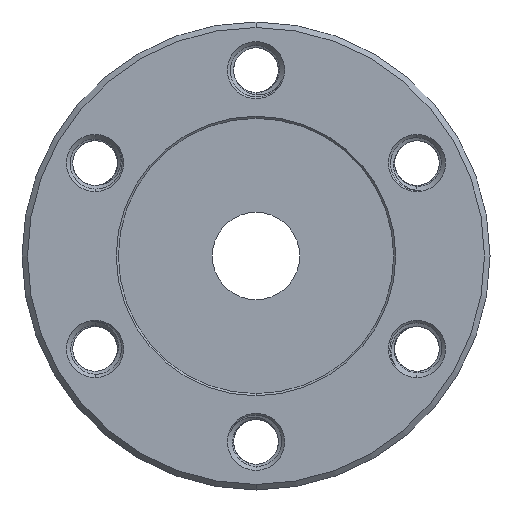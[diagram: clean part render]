
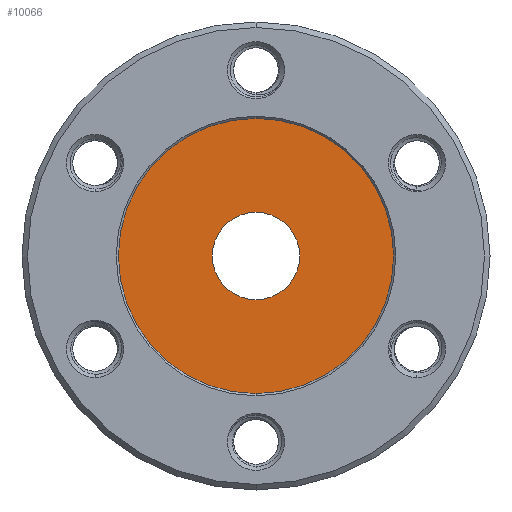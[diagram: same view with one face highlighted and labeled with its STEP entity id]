
A CAD part, front view. The second image highlights one B-rep face of the part: STEP entity #10066.
In plain terms, the highlighted planar face has unit normal (0, -1, 0).
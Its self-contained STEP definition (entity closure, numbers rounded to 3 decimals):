
#131 = EDGE_CURVE ( 'NONE', #469, #13965, #15803, .T. ) ;
#469 = VERTEX_POINT ( 'NONE', #8519 ) ;
#575 = CARTESIAN_POINT ( 'NONE',  ( 0., 1.8, -10.725 ) ) ;
#747 = AXIS2_PLACEMENT_3D ( 'NONE', #6487, #11691, #3916 ) ;
#974 = FACE_OUTER_BOUND ( 'NONE', #9285, .T. ) ;
#1936 = CARTESIAN_POINT ( 'NONE',  ( 0., 1.8, 10.725 ) ) ;
#2521 = CARTESIAN_POINT ( 'NONE',  ( 0., 1.8, 0. ) ) ;
#2587 = PLANE ( 'NONE',  #747 ) ;
#3754 = EDGE_CURVE ( 'NONE', #13965, #469, #11448, .T. ) ;
#3763 = DIRECTION ( 'NONE',  ( 0., -1., 0. ) ) ;
#3816 = DIRECTION ( 'NONE',  ( 0., 0., 1. ) ) ;
#3849 = AXIS2_PLACEMENT_3D ( 'NONE', #6655, #15747, #7969 ) ;
#3856 = DIRECTION ( 'NONE',  ( 0., 0., -1. ) ) ;
#3916 = DIRECTION ( 'NONE',  ( 0., 0., 1. ) ) ;
#3999 = DIRECTION ( 'NONE',  ( 0., 1., 0. ) ) ;
#4186 = CARTESIAN_POINT ( 'NONE',  ( 0., 1.8, 0. ) ) ;
#4857 = EDGE_CURVE ( 'NONE', #11484, #15857, #10631, .T. ) ;
#5323 = CIRCLE ( 'NONE', #14207, 10.725 ) ;
#6487 = CARTESIAN_POINT ( 'NONE',  ( 0., 1.8, 9.6 ) ) ;
#6655 = CARTESIAN_POINT ( 'NONE',  ( 0., 1.8, 0. ) ) ;
#7740 = ORIENTED_EDGE ( 'NONE', *, *, #3754, .T. ) ;
#7797 = ORIENTED_EDGE ( 'NONE', *, *, #10035, .T. ) ;
#7969 = DIRECTION ( 'NONE',  ( 0., 0., 1. ) ) ;
#8519 = CARTESIAN_POINT ( 'NONE',  ( 0., 1.8, -3.175 ) ) ;
#9285 = EDGE_LOOP ( 'NONE', ( #7797, #13243 ) ) ;
#10035 = EDGE_CURVE ( 'NONE', #15857, #11484, #5323, .T. ) ;
#10066 = ADVANCED_FACE ( 'NONE', ( #11813, #974 ), #2587, .F. ) ;
#10631 = CIRCLE ( 'NONE', #15072, 10.725 ) ;
#11448 = CIRCLE ( 'NONE', #3849, 3.175 ) ;
#11484 = VERTEX_POINT ( 'NONE', #1936 ) ;
#11546 = CARTESIAN_POINT ( 'NONE',  ( 0., 1.8, 0. ) ) ;
#11634 = DIRECTION ( 'NONE',  ( 0., -1., 0. ) ) ;
#11691 = DIRECTION ( 'NONE',  ( 0., 1., 0. ) ) ;
#11813 = FACE_BOUND ( 'NONE', #15802, .T. ) ;
#11934 = CARTESIAN_POINT ( 'NONE',  ( 0., 1.8, 3.175 ) ) ;
#12369 = AXIS2_PLACEMENT_3D ( 'NONE', #4186, #3999, #3816 ) ;
#12875 = DIRECTION ( 'NONE',  ( 0., 0., -1. ) ) ;
#13243 = ORIENTED_EDGE ( 'NONE', *, *, #4857, .T. ) ;
#13965 = VERTEX_POINT ( 'NONE', #11934 ) ;
#14207 = AXIS2_PLACEMENT_3D ( 'NONE', #2521, #11634, #3856 ) ;
#15071 = ORIENTED_EDGE ( 'NONE', *, *, #131, .T. ) ;
#15072 = AXIS2_PLACEMENT_3D ( 'NONE', #11546, #3763, #12875 ) ;
#15747 = DIRECTION ( 'NONE',  ( 0., 1., 0. ) ) ;
#15802 = EDGE_LOOP ( 'NONE', ( #7740, #15071 ) ) ;
#15803 = CIRCLE ( 'NONE', #12369, 3.175 ) ;
#15857 = VERTEX_POINT ( 'NONE', #575 ) ;
